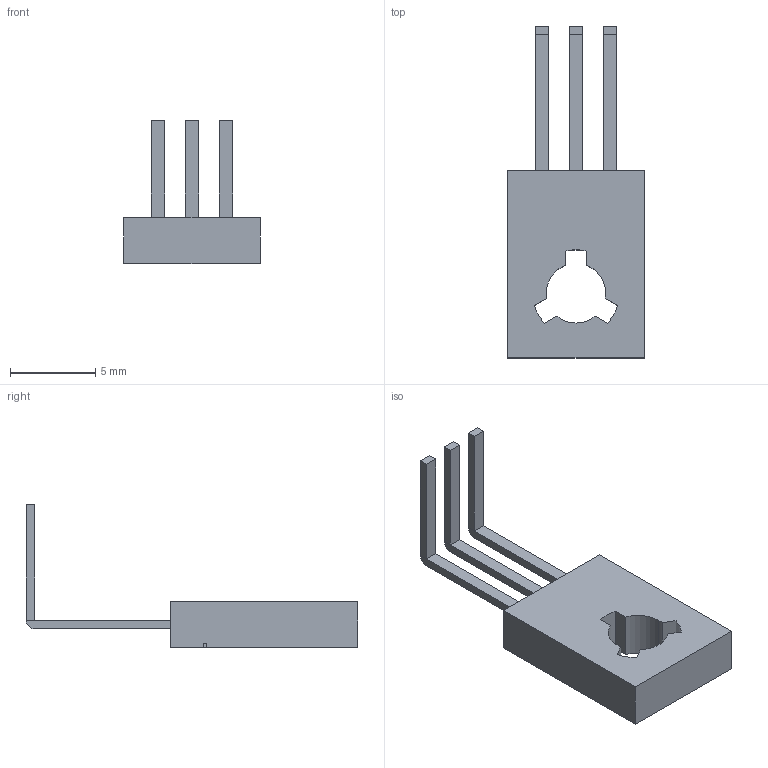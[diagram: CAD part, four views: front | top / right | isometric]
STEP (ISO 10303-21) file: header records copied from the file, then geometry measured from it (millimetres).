
FILE_DESCRIPTION (( 'STEP AP214' ), '1' );
FILE_NAME ('TO-126 (bend 2).STEP', '2023-09-19T09:45:08', ( '' ), ( '' ), 'SwSTEP 2.0', 'SolidWorks 2021', '' );
FILE_SCHEMA (( 'AUTOMOTIVE_DESIGN' ));
Length unit declared in the file: millimetre
Products named in the file (1): TO-126 (bend 2)
Bounding box: 8 x 19.5 x 8.41 mm (x, y, z)
Volume: 220.2 mm3; surface area: 421.8 mm2
Topology: 1 solids, 1 shells, 99 faces, 264 edges, 172 vertices
Faces by surface type: plane 66, bspline 23, cylinder 10
Entity records: 5490 total; most frequent: CARTESIAN_POINT 2159, ORIENTED_EDGE 528, DIRECTION 392, EDGE_CURVE 264, LINE 198, VECTOR 198, VERTEX_POINT 172, EDGE_LOOP 106
